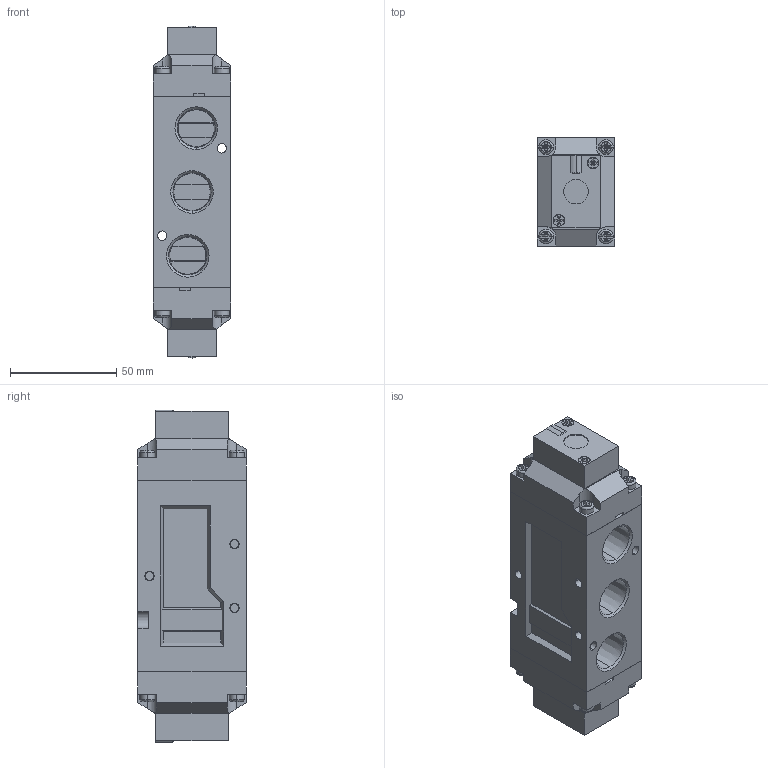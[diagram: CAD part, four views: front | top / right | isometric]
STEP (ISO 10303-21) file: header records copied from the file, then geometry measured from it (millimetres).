
FILE_DESCRIPTION (( 'STEP AP203' ), '1' );
FILE_NAME ('SFP6200.STEP', '2016-01-13T02:44:34', ( 'yrd8' ), ( 'Hewlett-Packard Company' ), 'SwSTEP 2.0', 'SolidWorks 2008', '' );
FILE_SCHEMA (( 'CONFIG_CONTROL_DESIGN' ));
Length unit declared in the file: millimetre
Products named in the file (4): SFP6200; SFP6000 Body_ル遽; SFP6000 Semi Pilot_ル遽; SFP6000 Pilot_ル遽
Assembly tree (5 placements, depth 2):
  SFP6200
    SFP6000 Semi Pilot_ル遽  x2
    SFP6000 Pilot_ル遽  x2
    SFP6000 Body_ル遽
Bounding box: 36.5 x 51 x 156 mm (x, y, z)
Volume: 216635.4 mm3; surface area: 49030.2 mm2
Topology: 5 solids, 5 shells, 438 faces, 1150 edges, 754 vertices
Faces by surface type: plane 328, cylinder 62, cone 30, torus 18
Entity records: 8662 total; most frequent: CARTESIAN_POINT 1679, ORIENTED_EDGE 1382, DIRECTION 1312, EDGE_CURVE 691, VERTEX_POINT 454, LINE 450, VECTOR 450, AXIS2_PLACEMENT_3D 431
